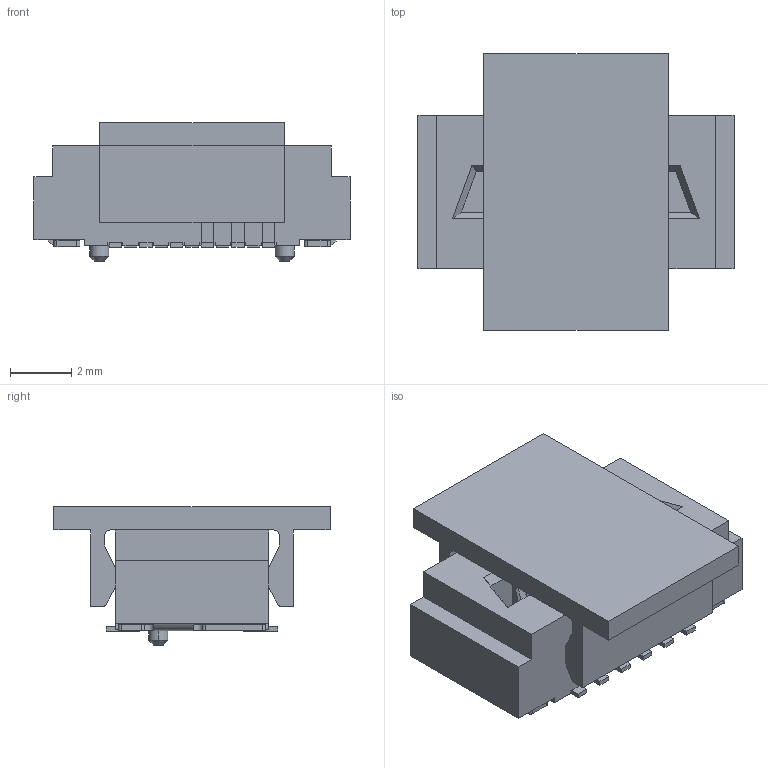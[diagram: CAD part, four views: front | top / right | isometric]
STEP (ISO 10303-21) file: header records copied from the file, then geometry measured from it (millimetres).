
FILE_DESCRIPTION((''),'2;1');
FILE_NAME('ASM0001_ASM_1_ASM_1_ASM','2021-03-10T',('d34565'),(''),'CREO PARAMETRIC BY PTC INC, 2014500','CREO PARAMETRIC BY PTC INC, 2014500','');
FILE_SCHEMA(('CONFIG_CONTROL_DESIGN'));
Length unit declared in the file: millimetre
Products named in the file (3): 52002-011XX-V12_1_1; COVER2_2_1; ASM0001_ASM_1_ASM_1_ASM
Assembly tree (2 placements, depth 2):
  ASM0001_ASM_1_ASM_1_ASM
    52002-011XX-V12_1_1
    COVER2_2_1
Bounding box: 10.3 x 9 x 4.5 mm (x, y, z)
Volume: 179.7 mm3; surface area: 572.4 mm2
Topology: 2 solids, 2 shells, 734 faces, 2184 edges, 1448 vertices
Faces by surface type: plane 610, cylinder 98, cone 26
Entity records: 24609 total; most frequent: CARTESIAN_POINT 4420, ORIENTED_EDGE 4368, DIRECTION 3998, EDGE_CURVE 2184, VECTOR 1832, LINE 1832, VERTEX_POINT 1448, AXIS2_PLACEMENT_3D 1083
